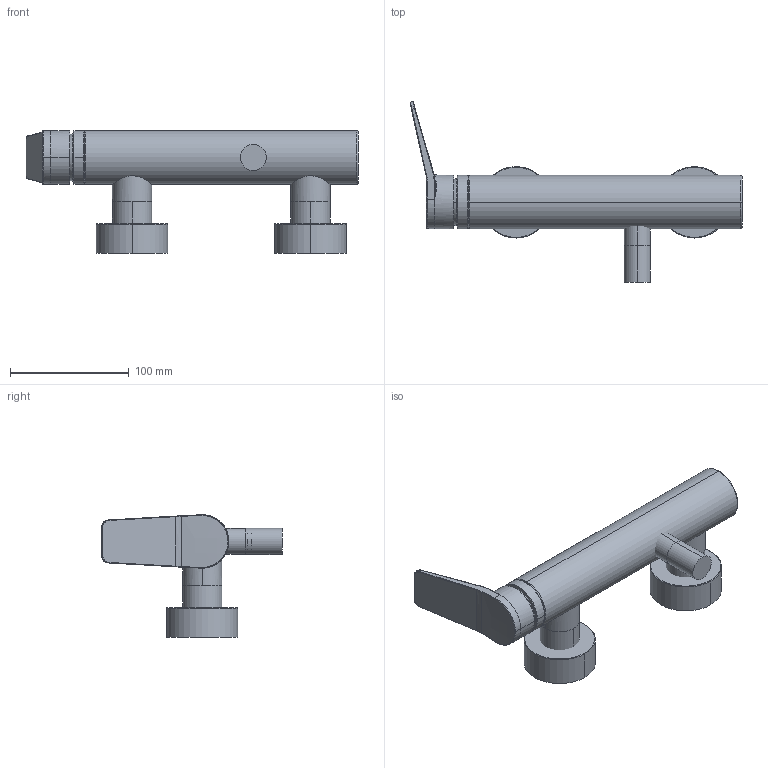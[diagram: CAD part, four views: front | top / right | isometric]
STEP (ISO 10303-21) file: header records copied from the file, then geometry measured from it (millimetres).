
FILE_DESCRIPTION (( 'STEP AP203' ), '1' );
FILE_NAME ('33300845-00.STEP', '2018-07-03T14:57:11', ( '' ), ( '' ), 'SwSTEP 2.0', 'SolidWorks 2017', '' );
FILE_SCHEMA (( 'CONFIG_CONTROL_DESIGN' ));
Length unit declared in the file: millimetre
Products named in the file (9): Planungsmodell_Haube-+-09.21.02.069.90-01_K1_22 x 31 x 22; Planungsmodell_Haube-+-09.28.30.033.90-01_K2_09283003290; Planungsmodell_Mutter-+-09.23.10.048.90-01_K1; Planungsmodell_Hebel-+-09.20.84.021.90-01_K1; Planungsmodell_Distanzstueck-+-09.18.40.059.90-01_K1; Planungsmodell_Rosette-+-09.27.62.004.90-01_K1; 33300845-00; Planungsmodell_Nippel_2-+-09.24.03.115.90-01_K1_D21,9x33; Planungsmodell_Koerper-+-33.526.670-02_K3_D45x230
Assembly tree (11 placements, depth 2):
  33300845-00
    Planungsmodell_Koerper-+-33.526.670-02_K3_D45x230
    Planungsmodell_Haube-+-09.28.30.033.90-01_K2_09283003290
    Planungsmodell_Hebel-+-09.20.84.021.90-01_K1
    Planungsmodell_Nippel_2-+-09.24.03.115.90-01_K1_D21,9x33
    Planungsmodell_Haube-+-09.21.02.069.90-01_K1_22 x 31 x 22
    Planungsmodell_Mutter-+-09.23.10.048.90-01_K1  x2
    Planungsmodell_Distanzstueck-+-09.18.40.059.90-01_K1  x2
    Planungsmodell_Rosette-+-09.27.62.004.90-01_K1  x2
Bounding box: 279.2 x 151.87 x 103.1 mm (x, y, z)
Volume: 669747.7 mm3; surface area: 94355.7 mm2
Topology: 11 solids, 11 shells, 108 faces, 203 edges, 121 vertices
Faces by surface type: cylinder 30, bspline 28, plane 26, torus 18, cone 4, sphere 2
Entity records: 6389 total; most frequent: CARTESIAN_POINT 3569, DIRECTION 384, ORIENTED_EDGE 362, EDGE_CURVE 181, AXIS2_PLACEMENT_3D 177, VERTEX_POINT 107, EDGE_LOOP 98, CIRCLE 97
